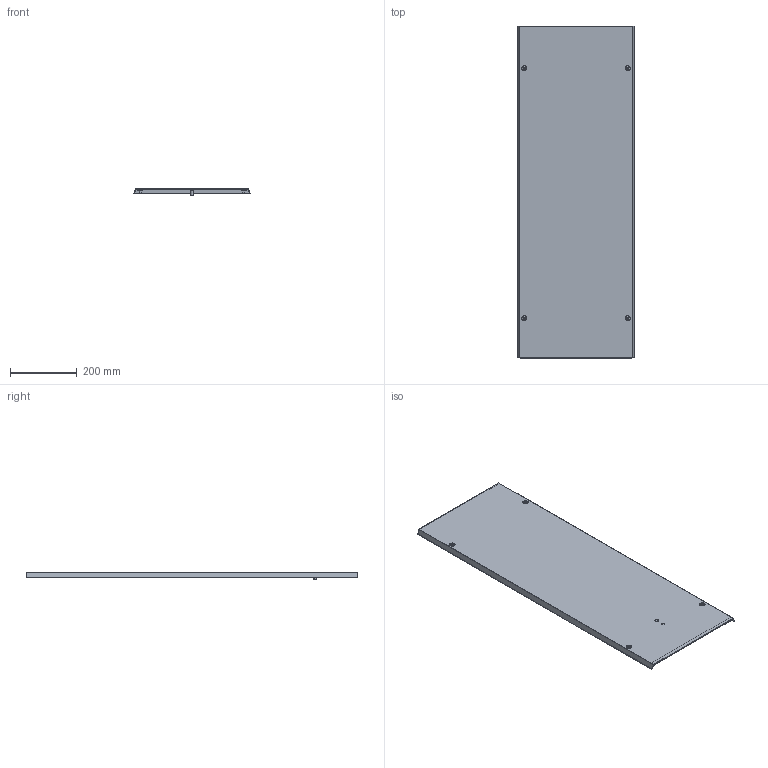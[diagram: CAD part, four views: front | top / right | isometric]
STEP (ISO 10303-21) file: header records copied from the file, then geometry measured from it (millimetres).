
FILE_DESCRIPTION (( 'STEP AP214' ), '1' );
FILE_NAME ('0396-7010-40-67.step', '2022-07-08T04:43:37', ( '' ), ( '' ), 'SwSTEP 2.0', 'SolidWorks 2019', '' );
FILE_SCHEMA (( 'AUTOMOTIVE_DESIGN' ));
Length unit declared in the file: millimetre
Products named in the file (1): 0396-7010-40-67
Bounding box: 349.88 x 996.05 x 22.5 mm (x, y, z)
Volume: 571033.5 mm3; surface area: 763366.5 mm2
Topology: 5 solids, 5 shells, 137 faces, 294 edges, 192 vertices
Faces by surface type: plane 65, cylinder 40, cone 24, bspline 8
Entity records: 4957 total; most frequent: CARTESIAN_POINT 900, DIRECTION 650, ORIENTED_EDGE 588, EDGE_CURVE 294, AXIS2_PLACEMENT_3D 246, VERTEX_POINT 192, EDGE_LOOP 170, VECTOR 158
